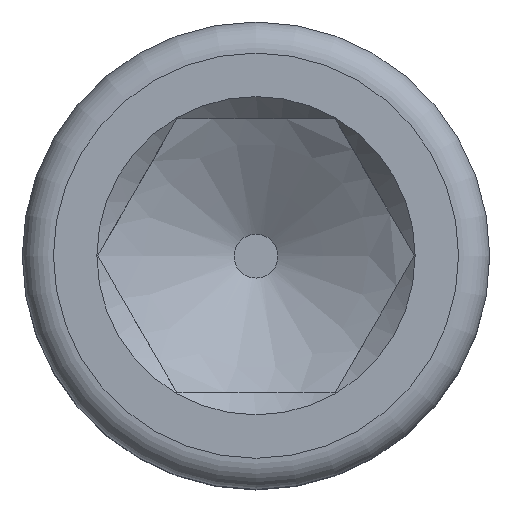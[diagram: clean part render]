
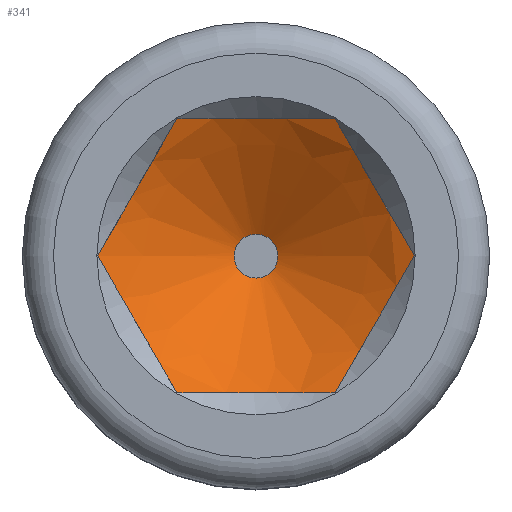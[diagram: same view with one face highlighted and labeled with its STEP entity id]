
A CAD part, top view. The second image highlights one B-rep face of the part: STEP entity #341.
In plain terms, the highlighted conical face has half-angle 60 degrees and reference radius 35.842 mm.
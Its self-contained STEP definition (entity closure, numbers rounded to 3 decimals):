
#172 = VERTEX_POINT('',#173);
#173 = CARTESIAN_POINT('',(-4.065,7.04,8.));
#179 = EDGE_CURVE('',#180,#172,#182,.T.);
#180 = VERTEX_POINT('',#181);
#181 = CARTESIAN_POINT('',(4.065,7.04,8.));
#182 = HYPERBOLA('',#183,4.065,7.04);
#183 = AXIS2_PLACEMENT_3D('',#184,#185,#186);
#184 = CARTESIAN_POINT('',(0.,7.04,3.307));
#185 = DIRECTION('',(0.,-1.,0.));
#186 = DIRECTION('',(0.,0.,1.));
#204 = EDGE_CURVE('',#205,#180,#207,.T.);
#205 = VERTEX_POINT('',#206);
#206 = CARTESIAN_POINT('',(8.129,0.,8.));
#207 = HYPERBOLA('',#208,4.065,7.04);
#208 = AXIS2_PLACEMENT_3D('',#209,#210,#211);
#209 = CARTESIAN_POINT('',(6.097,3.52,3.307));
#210 = DIRECTION('',(-0.866,-0.5,0.));
#211 = DIRECTION('',(0.,0.,1.));
#229 = EDGE_CURVE('',#230,#205,#232,.T.);
#230 = VERTEX_POINT('',#231);
#231 = CARTESIAN_POINT('',(4.065,-7.04,8.));
#232 = HYPERBOLA('',#233,4.065,7.04);
#233 = AXIS2_PLACEMENT_3D('',#234,#235,#236);
#234 = CARTESIAN_POINT('',(6.097,-3.52,3.307));
#235 = DIRECTION('',(-0.866,0.5,0.));
#236 = DIRECTION('',(0.,0.,1.));
#254 = EDGE_CURVE('',#255,#230,#257,.T.);
#255 = VERTEX_POINT('',#256);
#256 = CARTESIAN_POINT('',(-4.065,-7.04,8.));
#257 = HYPERBOLA('',#258,4.065,7.04);
#258 = AXIS2_PLACEMENT_3D('',#259,#260,#261);
#259 = CARTESIAN_POINT('',(0.,-7.04,3.307));
#260 = DIRECTION('',(0.,1.,0.));
#261 = DIRECTION('',(0.,0.,1.));
#279 = EDGE_CURVE('',#280,#255,#282,.T.);
#280 = VERTEX_POINT('',#281);
#281 = CARTESIAN_POINT('',(-8.129,0.,8.));
#282 = HYPERBOLA('',#283,4.065,7.04);
#283 = AXIS2_PLACEMENT_3D('',#284,#285,#286);
#284 = CARTESIAN_POINT('',(-6.097,-3.52,3.307));
#285 = DIRECTION('',(0.866,0.5,0.));
#286 = DIRECTION('',(0.,0.,1.));
#304 = EDGE_CURVE('',#172,#280,#305,.T.);
#305 = HYPERBOLA('',#306,4.065,7.04);
#306 = AXIS2_PLACEMENT_3D('',#307,#308,#309);
#307 = CARTESIAN_POINT('',(-6.097,3.52,3.307));
#308 = DIRECTION('',(0.866,-0.5,0.));
#309 = DIRECTION('',(0.,0.,1.));
#341 = ADVANCED_FACE('',(#342),#366,.F.);
#342 = FACE_BOUND('',#343,.F.);
#343 = EDGE_LOOP('',(#344,#352,#359,#360,#361,#362,#363,#364,#365));
#344 = ORIENTED_EDGE('',*,*,#345,.T.);
#345 = EDGE_CURVE('',#280,#346,#348,.T.);
#346 = VERTEX_POINT('',#347);
#347 = CARTESIAN_POINT('',(-1.126,0.,3.957));
#348 = LINE('',#349,#350);
#349 = CARTESIAN_POINT('',(-35.842,0.,24.));
#350 = VECTOR('',#351,1.);
#351 = DIRECTION('',(0.866,0.,-0.5));
#352 = ORIENTED_EDGE('',*,*,#353,.F.);
#353 = EDGE_CURVE('',#346,#346,#354,.T.);
#354 = CIRCLE('',#355,1.126);
#355 = AXIS2_PLACEMENT_3D('',#356,#357,#358);
#356 = CARTESIAN_POINT('',(0.,0.,3.957));
#357 = DIRECTION('',(0.,0.,-1.));
#358 = DIRECTION('',(-1.,0.,-0.));
#359 = ORIENTED_EDGE('',*,*,#345,.F.);
#360 = ORIENTED_EDGE('',*,*,#304,.F.);
#361 = ORIENTED_EDGE('',*,*,#179,.F.);
#362 = ORIENTED_EDGE('',*,*,#204,.F.);
#363 = ORIENTED_EDGE('',*,*,#229,.F.);
#364 = ORIENTED_EDGE('',*,*,#254,.F.);
#365 = ORIENTED_EDGE('',*,*,#279,.F.);
#366 = CONICAL_SURFACE('',#367,35.842,1.047);
#367 = AXIS2_PLACEMENT_3D('',#368,#369,#370);
#368 = CARTESIAN_POINT('',(0.,0.,24.));
#369 = DIRECTION('',(-0.,-0.,1.));
#370 = DIRECTION('',(-1.,0.,-0.));
